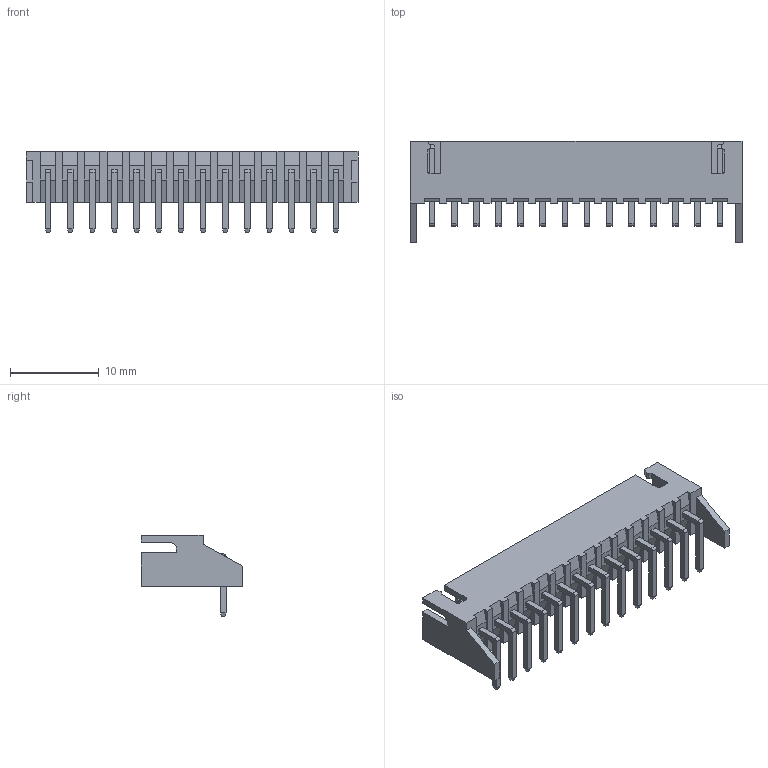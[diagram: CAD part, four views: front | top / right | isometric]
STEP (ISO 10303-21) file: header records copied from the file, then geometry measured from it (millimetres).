
FILE_DESCRIPTION (( 'STEP AP203' ), '1' );
FILE_NAME ('14K-514-416-AD1.STEP', '2024-02-22T15:45:49', ( '' ), ( '' ), 'SwSTEP 2.0', 'SolidWorks 2023', '' );
FILE_SCHEMA (( 'CONFIG_CONTROL_DESIGN' ));
Length unit declared in the file: millimetre
Products named in the file (3): 14K-514-416-AD1; 14K Series Pin with Stabilizer_16; 14K Series Pin Header Insulator with Stabilizer_514
Assembly tree (15 placements, depth 2):
  14K-514-416-AD1
    14K Series Pin Header Insulator with Stabilizer_514
    14K Series Pin with Stabilizer_16  x14
Bounding box: 37.5 x 11.5 x 9.15 mm (x, y, z)
Volume: 747.9 mm3; surface area: 2156.7 mm2
Topology: 15 solids, 15 shells, 494 faces, 1280 edges, 816 vertices
Faces by surface type: plane 457, cylinder 37
Entity records: 7507 total; most frequent: CARTESIAN_POINT 1230, ORIENTED_EDGE 1208, DIRECTION 1082, EDGE_CURVE 604, LINE 578, VECTOR 578, VERTEX_POINT 400, AXIS2_PLACEMENT_3D 252
